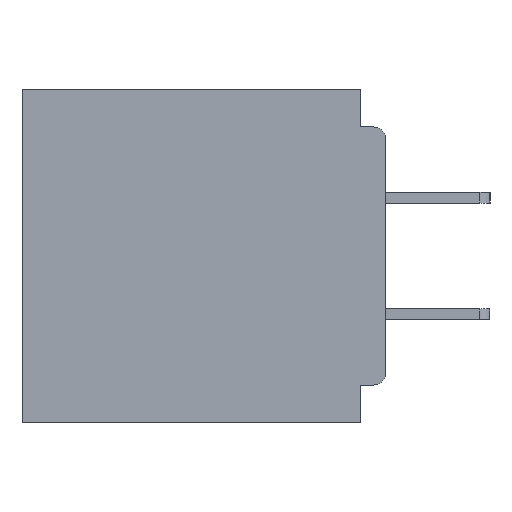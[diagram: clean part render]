
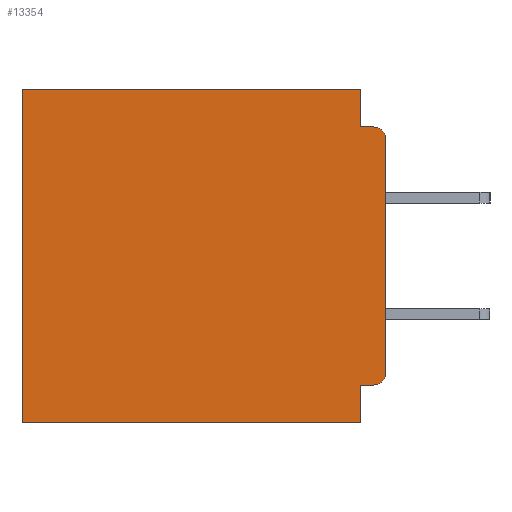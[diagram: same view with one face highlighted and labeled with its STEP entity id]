
A CAD part, left-side view. The second image highlights one B-rep face of the part: STEP entity #13354.
In plain terms, the highlighted planar face has unit normal (-1, 0, 0).
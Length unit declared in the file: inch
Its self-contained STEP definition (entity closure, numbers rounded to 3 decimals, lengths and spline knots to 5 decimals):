
#576 = CARTESIAN_POINT ( 'NONE',  ( 0.3, 0.015, -0.355 ) ) ;
#1907 = CARTESIAN_POINT ( 'NONE',  ( 0.3, 0.015, -0.34 ) ) ;
#2182 = DIRECTION ( 'NONE',  ( 0., 1., 0. ) ) ;
#2403 = PLANE ( 'NONE',  #24573 ) ;
#2632 = VERTEX_POINT ( 'NONE', #16783 ) ;
#2912 = LINE ( 'NONE', #53953, #3302 ) ;
#2970 = VERTEX_POINT ( 'NONE', #4349 ) ;
#3302 = VECTOR ( 'NONE', #22052, 39.37008 ) ;
#4349 = CARTESIAN_POINT ( 'NONE',  ( 0.3, 0.015, -0.045 ) ) ;
#4391 = VERTEX_POINT ( 'NONE', #48073 ) ;
#5140 = CIRCLE ( 'NONE', #9025, 0.015 ) ;
#5344 = LINE ( 'NONE', #21691, #52539 ) ;
#6357 = VERTEX_POINT ( 'NONE', #52605 ) ;
#6400 = ORIENTED_EDGE ( 'NONE', *, *, #49656, .F. ) ;
#6548 = DIRECTION ( 'NONE',  ( 0., 0., -1. ) ) ;
#6602 = VERTEX_POINT ( 'NONE', #576 ) ;
#7266 = DIRECTION ( 'NONE',  ( 0., 0., -1. ) ) ;
#8703 = VERTEX_POINT ( 'NONE', #46092 ) ;
#9025 = AXIS2_PLACEMENT_3D ( 'NONE', #1907, #34008, #6548 ) ;
#9639 = CARTESIAN_POINT ( 'NONE',  ( 0.3, 0.031, -0.355 ) ) ;
#9764 = VECTOR ( 'NONE', #47950, 39.37008 ) ;
#11226 = LINE ( 'NONE', #15976, #9764 ) ;
#11519 = EDGE_CURVE ( 'NONE', #8703, #2970, #27435, .T. ) ;
#11593 = LINE ( 'NONE', #49612, #46627 ) ;
#12723 = LINE ( 'NONE', #49852, #23425 ) ;
#13354 = ADVANCED_FACE ( 'NONE', ( #27211 ), #2403, .F. ) ;
#15976 = CARTESIAN_POINT ( 'NONE',  ( 0.3, 0.031, 0. ) ) ;
#16783 = CARTESIAN_POINT ( 'NONE',  ( 0.3, 0.031, 0. ) ) ;
#17564 = VECTOR ( 'NONE', #54566, 39.37008 ) ;
#18309 = CARTESIAN_POINT ( 'NONE',  ( 0.3, 0.015, -0.06 ) ) ;
#18961 = EDGE_CURVE ( 'NONE', #6602, #19691, #5140, .T. ) ;
#19402 = VERTEX_POINT ( 'NONE', #50672 ) ;
#19691 = VERTEX_POINT ( 'NONE', #52814 ) ;
#20408 = EDGE_CURVE ( 'NONE', #57911, #19402, #2912, .T. ) ;
#21613 = ORIENTED_EDGE ( 'NONE', *, *, #11519, .T. ) ;
#21691 = CARTESIAN_POINT ( 'NONE',  ( 0.3, 0., -0.355 ) ) ;
#22052 = DIRECTION ( 'NONE',  ( 0., 0., -1. ) ) ;
#22260 = DIRECTION ( 'NONE',  ( 0., 0., -1. ) ) ;
#22687 = CARTESIAN_POINT ( 'NONE',  ( 0.3, 0., -0.045 ) ) ;
#22893 = DIRECTION ( 'NONE',  ( 0., 0., -1. ) ) ;
#23159 = LINE ( 'NONE', #40955, #46046 ) ;
#23425 = VECTOR ( 'NONE', #58701, 39.37008 ) ;
#23847 = EDGE_CURVE ( 'NONE', #6602, #57911, #5344, .T. ) ;
#24573 = AXIS2_PLACEMENT_3D ( 'NONE', #25486, #34696, #7266 ) ;
#25486 = CARTESIAN_POINT ( 'NONE',  ( 0.3, 0., -0.4 ) ) ;
#25737 = EDGE_LOOP ( 'NONE', ( #27135, #21613, #53980, #6400, #42997, #56497, #27335, #41711, #58792, #53954 ) ) ;
#26292 = DIRECTION ( 'NONE',  ( 0., 1., 0. ) ) ;
#27135 = ORIENTED_EDGE ( 'NONE', *, *, #33130, .F. ) ;
#27211 = FACE_OUTER_BOUND ( 'NONE', #25737, .T. ) ;
#27335 = ORIENTED_EDGE ( 'NONE', *, *, #41064, .F. ) ;
#27435 = CIRCLE ( 'NONE', #41734, 0.015 ) ;
#29738 = LINE ( 'NONE', #22687, #17564 ) ;
#33130 = EDGE_CURVE ( 'NONE', #8703, #19691, #11593, .T. ) ;
#34008 = DIRECTION ( 'NONE',  ( -1., 0., 0. ) ) ;
#34696 = DIRECTION ( 'NONE',  ( 1., 0., 0. ) ) ;
#40668 = EDGE_CURVE ( 'NONE', #2632, #44763, #12723, .T. ) ;
#40955 = CARTESIAN_POINT ( 'NONE',  ( 0.3, 0.437, -0.4 ) ) ;
#41064 = EDGE_CURVE ( 'NONE', #19402, #4391, #51926, .T. ) ;
#41711 = ORIENTED_EDGE ( 'NONE', *, *, #20408, .F. ) ;
#41734 = AXIS2_PLACEMENT_3D ( 'NONE', #18309, #50235, #22893 ) ;
#42997 = ORIENTED_EDGE ( 'NONE', *, *, #40668, .T. ) ;
#44763 = VERTEX_POINT ( 'NONE', #51870 ) ;
#46046 = VECTOR ( 'NONE', #50086, 39.37008 ) ;
#46092 = CARTESIAN_POINT ( 'NONE',  ( 0.3, 0., -0.06 ) ) ;
#46627 = VECTOR ( 'NONE', #22260, 39.37008 ) ;
#47950 = DIRECTION ( 'NONE',  ( 0., 0., -1. ) ) ;
#48073 = CARTESIAN_POINT ( 'NONE',  ( 0.3, 0.437, -0.4 ) ) ;
#49127 = VECTOR ( 'NONE', #2182, 39.37008 ) ;
#49612 = CARTESIAN_POINT ( 'NONE',  ( 0.3, 0., -0.4 ) ) ;
#49656 = EDGE_CURVE ( 'NONE', #2632, #6357, #11226, .T. ) ;
#49852 = CARTESIAN_POINT ( 'NONE',  ( 0.3, 0., 0. ) ) ;
#50086 = DIRECTION ( 'NONE',  ( 0., 0., -1. ) ) ;
#50235 = DIRECTION ( 'NONE',  ( -1., 0., 0. ) ) ;
#50544 = EDGE_CURVE ( 'NONE', #6357, #2970, #29738, .T. ) ;
#50672 = CARTESIAN_POINT ( 'NONE',  ( 0.3, 0.031, -0.4 ) ) ;
#51870 = CARTESIAN_POINT ( 'NONE',  ( 0.3, 0.437, 0. ) ) ;
#51926 = LINE ( 'NONE', #56914, #49127 ) ;
#52539 = VECTOR ( 'NONE', #26292, 39.37008 ) ;
#52605 = CARTESIAN_POINT ( 'NONE',  ( 0.3, 0.031, -0.045 ) ) ;
#52814 = CARTESIAN_POINT ( 'NONE',  ( 0.3, 0., -0.34 ) ) ;
#53953 = CARTESIAN_POINT ( 'NONE',  ( 0.3, 0.031, -0.4 ) ) ;
#53954 = ORIENTED_EDGE ( 'NONE', *, *, #18961, .T. ) ;
#53980 = ORIENTED_EDGE ( 'NONE', *, *, #50544, .F. ) ;
#54566 = DIRECTION ( 'NONE',  ( 0., -1., 0. ) ) ;
#55021 = EDGE_CURVE ( 'NONE', #44763, #4391, #23159, .T. ) ;
#56497 = ORIENTED_EDGE ( 'NONE', *, *, #55021, .T. ) ;
#56914 = CARTESIAN_POINT ( 'NONE',  ( 0.3, 0., -0.4 ) ) ;
#57911 = VERTEX_POINT ( 'NONE', #9639 ) ;
#58701 = DIRECTION ( 'NONE',  ( 0., 1., 0. ) ) ;
#58792 = ORIENTED_EDGE ( 'NONE', *, *, #23847, .F. ) ;
